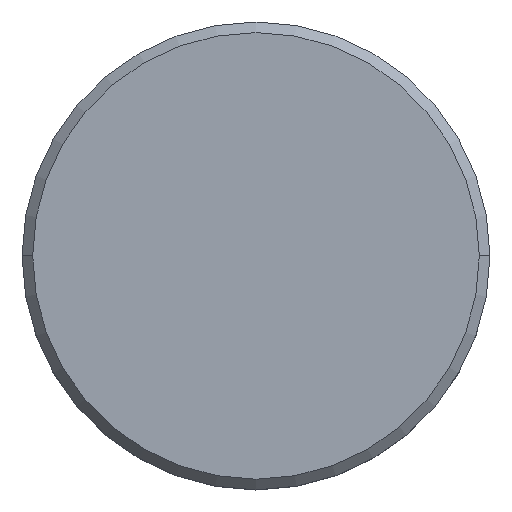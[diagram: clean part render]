
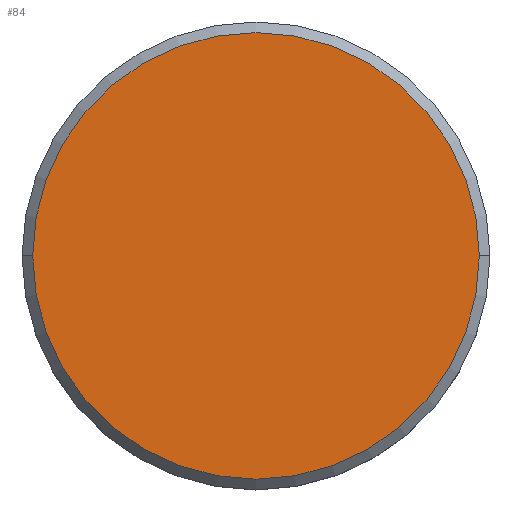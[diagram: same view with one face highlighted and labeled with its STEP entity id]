
A CAD part, top view. The second image highlights one B-rep face of the part: STEP entity #84.
In plain terms, the highlighted planar face has unit normal (0, 0, 1).
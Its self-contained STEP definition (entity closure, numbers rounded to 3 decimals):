
#25 = DIRECTION ( 'NONE',  ( 0., 0., 1. ) ) ;
#26 = AXIS2_PLACEMENT_3D ( 'NONE', #890, #1163, #708 ) ;
#82 = CARTESIAN_POINT ( 'NONE',  ( -10.5, 0., 0. ) ) ;
#84 = ADVANCED_FACE ( 'NONE', ( #547 ), #351, .T. ) ;
#202 = DIRECTION ( 'NONE',  ( 0., 0., 1. ) ) ;
#217 = ORIENTED_EDGE ( 'NONE', *, *, #1126, .T. ) ;
#278 = CARTESIAN_POINT ( 'NONE',  ( 10.5, 0., 0. ) ) ;
#350 = EDGE_CURVE ( 'NONE', #875, #497, #761, .T. ) ;
#351 = PLANE ( 'NONE',  #26 ) ;
#354 = ORIENTED_EDGE ( 'NONE', *, *, #350, .T. ) ;
#477 = DIRECTION ( 'NONE',  ( 1., 0., 0. ) ) ;
#497 = VERTEX_POINT ( 'NONE', #82 ) ;
#537 = AXIS2_PLACEMENT_3D ( 'NONE', #1099, #202, #827 ) ;
#547 = FACE_OUTER_BOUND ( 'NONE', #1174, .T. ) ;
#667 = CARTESIAN_POINT ( 'NONE',  ( 0., 0., 0. ) ) ;
#708 = DIRECTION ( 'NONE',  ( 1., 0., 0. ) ) ;
#722 = CIRCLE ( 'NONE', #1182, 10.5 ) ;
#761 = CIRCLE ( 'NONE', #537, 10.5 ) ;
#827 = DIRECTION ( 'NONE',  ( 1., 0., 0. ) ) ;
#875 = VERTEX_POINT ( 'NONE', #278 ) ;
#890 = CARTESIAN_POINT ( 'NONE',  ( 0., 0., 0. ) ) ;
#1099 = CARTESIAN_POINT ( 'NONE',  ( 0., 0., 0. ) ) ;
#1126 = EDGE_CURVE ( 'NONE', #497, #875, #722, .T. ) ;
#1163 = DIRECTION ( 'NONE',  ( 0., 0., 1. ) ) ;
#1174 = EDGE_LOOP ( 'NONE', ( #217, #354 ) ) ;
#1182 = AXIS2_PLACEMENT_3D ( 'NONE', #667, #25, #477 ) ;
